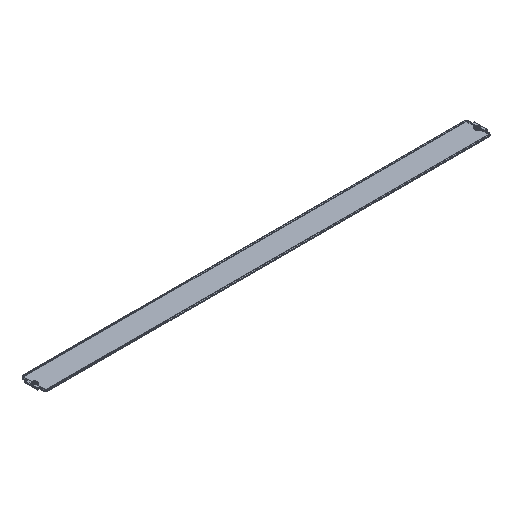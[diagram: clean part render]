
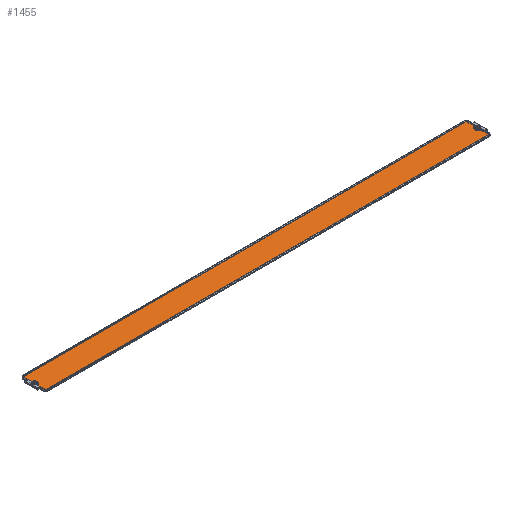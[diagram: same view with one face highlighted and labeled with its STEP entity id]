
A CAD part, isometric view. The second image highlights one B-rep face of the part: STEP entity #1455.
In plain terms, the highlighted planar face has unit normal (0, 0, 1).
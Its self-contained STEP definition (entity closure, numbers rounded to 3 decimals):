
#41=PLANE('',#1667);
#144=CIRCLE('',#1637,0.4);
#145=CIRCLE('',#1640,1.);
#146=CIRCLE('',#1642,1.25);
#147=CIRCLE('',#1644,1.);
#148=CIRCLE('',#1647,0.4);
#151=CIRCLE('',#1653,1.);
#152=CIRCLE('',#1655,1.25);
#153=CIRCLE('',#1657,1.);
#154=CIRCLE('',#1661,0.4);
#155=CIRCLE('',#1664,0.4);
#245=FACE_OUTER_BOUND('',#340,.T.);
#340=EDGE_LOOP('',(#1304,#1305,#1306,#1307,#1308,#1309,#1310,#1311,#1312,
#1313,#1314,#1315,#1316,#1317,#1318,#1319));
#439=LINE('',#2528,#542);
#443=LINE('',#2537,#546);
#448=LINE('',#2553,#551);
#455=LINE('',#2579,#558);
#457=LINE('',#2583,#560);
#459=LINE('',#2589,#562);
#542=VECTOR('',#2084,10.);
#546=VECTOR('',#2094,10.);
#551=VECTOR('',#2113,10.);
#558=VECTOR('',#2146,10.);
#560=VECTOR('',#2150,10.);
#562=VECTOR('',#2158,10.);
#671=VERTEX_POINT('',#2525);
#672=VERTEX_POINT('',#2527);
#673=VERTEX_POINT('',#2531);
#674=VERTEX_POINT('',#2535);
#675=VERTEX_POINT('',#2539);
#676=VERTEX_POINT('',#2543);
#677=VERTEX_POINT('',#2547);
#678=VERTEX_POINT('',#2551);
#679=VERTEX_POINT('',#2555);
#680=VERTEX_POINT('',#2563);
#681=VERTEX_POINT('',#2565);
#682=VERTEX_POINT('',#2569);
#683=VERTEX_POINT('',#2573);
#684=VERTEX_POINT('',#2577);
#685=VERTEX_POINT('',#2581);
#686=VERTEX_POINT('',#2585);
#865=EDGE_CURVE('',#672,#671,#439,.T.);
#868=EDGE_CURVE('',#671,#673,#144,.T.);
#870=EDGE_CURVE('',#673,#674,#443,.T.);
#872=EDGE_CURVE('',#674,#675,#145,.T.);
#874=EDGE_CURVE('',#675,#676,#146,.T.);
#876=EDGE_CURVE('',#676,#677,#147,.T.);
#878=EDGE_CURVE('',#677,#678,#448,.T.);
#880=EDGE_CURVE('',#678,#679,#148,.T.);
#884=EDGE_CURVE('',#681,#680,#151,.T.);
#887=EDGE_CURVE('',#680,#682,#152,.T.);
#889=EDGE_CURVE('',#682,#683,#153,.T.);
#891=EDGE_CURVE('',#683,#684,#455,.T.);
#893=EDGE_CURVE('',#679,#685,#457,.T.);
#895=EDGE_CURVE('',#685,#686,#154,.T.);
#896=EDGE_CURVE('',#686,#681,#459,.T.);
#897=EDGE_CURVE('',#684,#672,#155,.T.);
#1304=ORIENTED_EDGE('',*,*,#876,.T.);
#1305=ORIENTED_EDGE('',*,*,#878,.T.);
#1306=ORIENTED_EDGE('',*,*,#880,.T.);
#1307=ORIENTED_EDGE('',*,*,#893,.T.);
#1308=ORIENTED_EDGE('',*,*,#895,.T.);
#1309=ORIENTED_EDGE('',*,*,#896,.T.);
#1310=ORIENTED_EDGE('',*,*,#884,.T.);
#1311=ORIENTED_EDGE('',*,*,#887,.T.);
#1312=ORIENTED_EDGE('',*,*,#889,.T.);
#1313=ORIENTED_EDGE('',*,*,#891,.T.);
#1314=ORIENTED_EDGE('',*,*,#897,.T.);
#1315=ORIENTED_EDGE('',*,*,#865,.T.);
#1316=ORIENTED_EDGE('',*,*,#868,.T.);
#1317=ORIENTED_EDGE('',*,*,#870,.T.);
#1318=ORIENTED_EDGE('',*,*,#872,.T.);
#1319=ORIENTED_EDGE('',*,*,#874,.T.);
#1455=ADVANCED_FACE('',(#245),#41,.T.);
#1637=AXIS2_PLACEMENT_3D('',#2533,#2089,#2090);
#1640=AXIS2_PLACEMENT_3D('',#2541,#2098,#2099);
#1642=AXIS2_PLACEMENT_3D('',#2545,#2103,#2104);
#1644=AXIS2_PLACEMENT_3D('',#2549,#2108,#2109);
#1647=AXIS2_PLACEMENT_3D('',#2557,#2117,#2118);
#1653=AXIS2_PLACEMENT_3D('',#2566,#2130,#2131);
#1655=AXIS2_PLACEMENT_3D('',#2571,#2136,#2137);
#1657=AXIS2_PLACEMENT_3D('',#2575,#2141,#2142);
#1661=AXIS2_PLACEMENT_3D('',#2587,#2154,#2155);
#1664=AXIS2_PLACEMENT_3D('',#2591,#2161,#2162);
#1667=AXIS2_PLACEMENT_3D('',#2594,#2167,#2168);
#2084=DIRECTION('',(1.,0.,0.));
#2089=DIRECTION('center_axis',(0.,0.,
1.));
#2090=DIRECTION('ref_axis',(0.,-1.,0.));
#2094=DIRECTION('',(0.,1.,0.));
#2098=DIRECTION('center_axis',(0.,0.,
1.));
#2099=DIRECTION('ref_axis',(0.85,0.527,0.));
#2103=DIRECTION('center_axis',(0.,0.,
-1.));
#2104=DIRECTION('ref_axis',(-1.,0.,0.));
#2108=DIRECTION('center_axis',(0.,0.,
1.));
#2109=DIRECTION('ref_axis',(0.85,-0.527,0.));
#2113=DIRECTION('',(0.,1.,0.));
#2117=DIRECTION('center_axis',(0.,0.,
1.));
#2118=DIRECTION('ref_axis',(1.,0.,0.));
#2130=DIRECTION('center_axis',(0.,0.,
1.));
#2131=DIRECTION('ref_axis',(-0.85,-0.527,0.));
#2136=DIRECTION('center_axis',(0.,0.,
-1.));
#2137=DIRECTION('ref_axis',(-1.,0.,0.));
#2141=DIRECTION('center_axis',(0.,0.,
1.));
#2142=DIRECTION('ref_axis',(-0.85,0.527,0.));
#2146=DIRECTION('',(0.,-1.,0.));
#2150=DIRECTION('',(-1.,0.,0.));
#2154=DIRECTION('center_axis',(0.,0.,
1.));
#2155=DIRECTION('ref_axis',(0.,1.,0.));
#2158=DIRECTION('',(0.,-1.,0.));
#2161=DIRECTION('center_axis',(0.,0.,
1.));
#2162=DIRECTION('ref_axis',(-1.,0.,0.));
#2167=DIRECTION('center_axis',(0.,0.,
1.));
#2168=DIRECTION('ref_axis',(-1.,0.,0.));
#2525=CARTESIAN_POINT('',(206.,27.9,36.65));
#2527=CARTESIAN_POINT('',(4.,27.9,36.65));
#2528=CARTESIAN_POINT('',(155.5,27.9,36.65));
#2531=CARTESIAN_POINT('',(206.4,28.3,36.65));
#2533=CARTESIAN_POINT('Origin',(206.,28.3,36.65));
#2535=CARTESIAN_POINT('',(206.4,31.134,36.65));
#2537=CARTESIAN_POINT('',(206.4,32.525,36.65));
#2539=CARTESIAN_POINT('',(205.844,32.03,36.65));
#2541=CARTESIAN_POINT('Origin',(205.4,31.134,36.65));
#2543=CARTESIAN_POINT('',(205.844,34.27,36.65));
#2545=CARTESIAN_POINT('Origin',(206.4,33.15,36.65));
#2547=CARTESIAN_POINT('',(206.4,35.166,36.65));
#2549=CARTESIAN_POINT('Origin',(205.4,35.166,36.65));
#2551=CARTESIAN_POINT('',(206.4,38.,36.65));
#2553=CARTESIAN_POINT('',(206.4,35.575,36.65));
#2555=CARTESIAN_POINT('',(206.,38.4,36.65));
#2557=CARTESIAN_POINT('Origin',(206.,38.,36.65));
#2563=CARTESIAN_POINT('',(4.156,34.27,36.65));
#2565=CARTESIAN_POINT('',(3.6,35.166,36.65));
#2566=CARTESIAN_POINT('Origin',(4.6,35.166,36.65));
#2569=CARTESIAN_POINT('',(4.156,32.03,36.65));
#2571=CARTESIAN_POINT('Origin',(3.6,33.15,36.65));
#2573=CARTESIAN_POINT('',(3.6,31.134,36.65));
#2575=CARTESIAN_POINT('Origin',(4.6,31.134,36.65));
#2577=CARTESIAN_POINT('',(3.6,28.3,36.65));
#2579=CARTESIAN_POINT('',(3.6,30.725,36.65));
#2581=CARTESIAN_POINT('',(4.,38.4,36.65));
#2583=CARTESIAN_POINT('',(54.5,38.4,36.65));
#2585=CARTESIAN_POINT('',(3.6,38.,36.65));
#2587=CARTESIAN_POINT('Origin',(4.,38.,36.65));
#2589=CARTESIAN_POINT('',(3.6,33.775,36.65));
#2591=CARTESIAN_POINT('Origin',(4.,28.3,36.65));
#2594=CARTESIAN_POINT('Origin',(105.,33.15,36.65));
